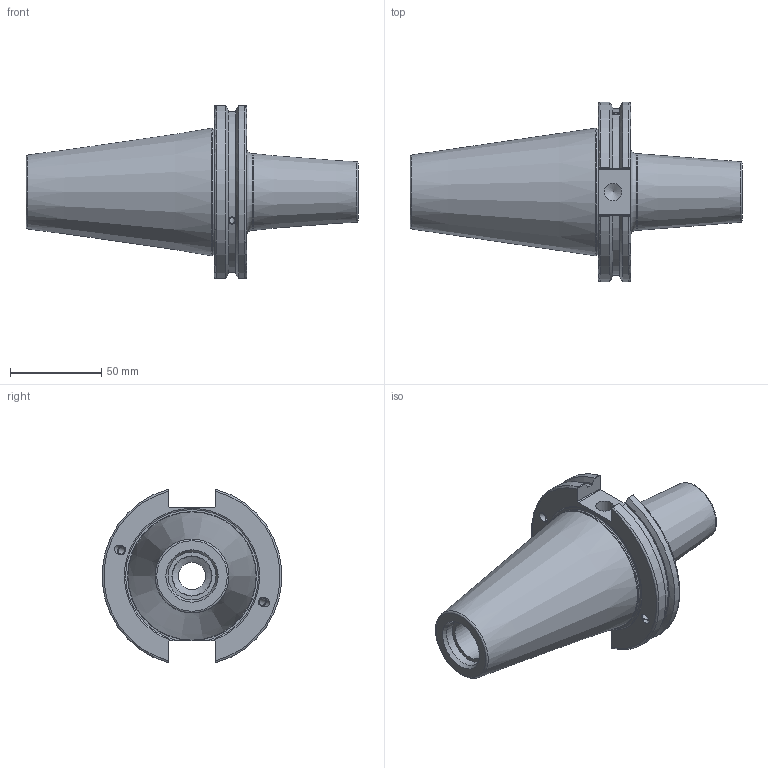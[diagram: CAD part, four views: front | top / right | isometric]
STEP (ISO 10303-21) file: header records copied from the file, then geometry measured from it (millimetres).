
FILE_DESCRIPTION(/* description */ (''),/* implementation_level */ '2;1');
FILE_NAME(/* name */ 'VC042J-CCT50ADB-SFH3_4C-3.15.stp',/* time_stamp */ '2021-05-31T13:17:13+09:00',/* author */ ('KKK'),/* organization */ (''),/* preprocessor_version */ 'ST-DEVELOPER v18',/* originating_system */ 'Autodesk Inventor 2020',/* authorisation */ '');
FILE_SCHEMA (('AUTOMOTIVE_DESIGN { 1 0 10303 214 3 1 1 }'));
Length unit declared in the file: millimetre
Products named in the file (1): VC042J-CCT50ADB-SFH3_4C-3
Bounding box: 181.6 x 98.06 x 94.69 mm (x, y, z)
Volume: 375870.5 mm3; surface area: 55676.4 mm2
Topology: 1 solids, 1 shells, 88 faces, 265 edges, 184 vertices
Faces by surface type: plane 38, cylinder 27, cone 14, torus 9
Full cylindrical faces by diameter (mm): 3.242 x4, 4.134 x2, 4.2 x2, 5 x2, 9.525 x1, 14.917 x1, 19.05 x1, 19.65 x1, 21.5 x1, 21.971 x1, 26.2 x1, 42 x1, 69.25 x1
Entity records: 3447 total; most frequent: CARTESIAN_POINT 1015, ORIENTED_EDGE 524, DIRECTION 492, EDGE_CURVE 262, AXIS2_PLACEMENT_3D 199, VERTEX_POINT 184, CIRCLE 108, EDGE_LOOP 106
